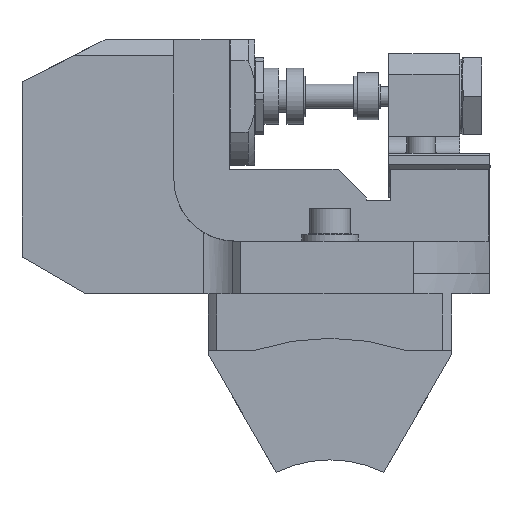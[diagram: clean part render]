
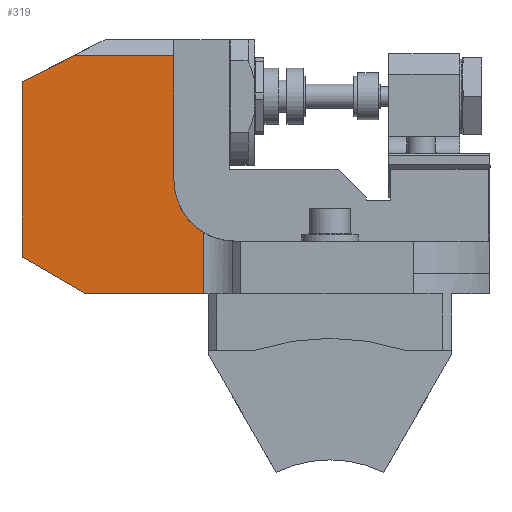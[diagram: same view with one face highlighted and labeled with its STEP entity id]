
A CAD part, left-side view. The second image highlights one B-rep face of the part: STEP entity #319.
In plain terms, the highlighted planar face has unit normal (-1, 0, 0).
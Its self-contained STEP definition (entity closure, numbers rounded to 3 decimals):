
#319=ADVANCED_FACE('',(#624),#510,.F.);
#510=PLANE('',#3588);
#624=FACE_OUTER_BOUND('',#790,.T.);
#790=EDGE_LOOP('',(#1325,#1326,#1327,#1328,#1329,#1330,#1331,#1332));
#1023=CIRCLE('',#3587,15.);
#1325=ORIENTED_EDGE('',*,*,#2589,.F.);
#1326=ORIENTED_EDGE('',*,*,#2590,.T.);
#1327=ORIENTED_EDGE('',*,*,#2591,.F.);
#1328=ORIENTED_EDGE('',*,*,#2592,.F.);
#1329=ORIENTED_EDGE('',*,*,#2593,.F.);
#1330=ORIENTED_EDGE('',*,*,#2505,.F.);
#1331=ORIENTED_EDGE('',*,*,#2594,.T.);
#1332=ORIENTED_EDGE('',*,*,#2595,.T.);
#2164=VERTEX_POINT('',#5020);
#2165=VERTEX_POINT('',#5022);
#2227=VERTEX_POINT('',#5186);
#2228=VERTEX_POINT('',#5187);
#2229=VERTEX_POINT('',#5189);
#2230=VERTEX_POINT('',#5191);
#2231=VERTEX_POINT('',#5193);
#2232=VERTEX_POINT('',#5196);
#2505=EDGE_CURVE('',#2164,#2165,#2965,.T.);
#2589=EDGE_CURVE('',#2227,#2228,#3036,.T.);
#2590=EDGE_CURVE('',#2227,#2229,#3037,.T.);
#2591=EDGE_CURVE('',#2230,#2229,#3038,.T.);
#2592=EDGE_CURVE('',#2231,#2230,#3039,.T.);
#2593=EDGE_CURVE('',#2165,#2231,#3040,.T.);
#2594=EDGE_CURVE('',#2164,#2232,#3041,.T.);
#2595=EDGE_CURVE('',#2232,#2228,#1023,.T.);
#2965=LINE('',#5021,#3259);
#3036=LINE('',#5185,#3330);
#3037=LINE('',#5188,#3331);
#3038=LINE('',#5190,#3332);
#3039=LINE('',#5192,#3333);
#3040=LINE('',#5194,#3334);
#3041=LINE('',#5195,#3335);
#3259=VECTOR('',#3982,1.);
#3330=VECTOR('',#4115,1.);
#3331=VECTOR('',#4116,1.);
#3332=VECTOR('',#4117,1.);
#3333=VECTOR('',#4118,1.);
#3334=VECTOR('',#4119,1.);
#3335=VECTOR('',#4120,1.);
#3587=AXIS2_PLACEMENT_3D('',#5197,#4121,#4122);
#3588=AXIS2_PLACEMENT_3D('',#5198,#4123,#4124);
#3982=DIRECTION('',(0.,1.,0.));
#4115=DIRECTION('',(0.,0.,-1.));
#4116=DIRECTION('',(0.,1.,0.));
#4117=DIRECTION('',(0.,-0.891,0.454));
#4118=DIRECTION('',(0.,0.,1.));
#4119=DIRECTION('',(0.,0.866,0.5));
#4120=DIRECTION('',(0.,0.,1.));
#4121=DIRECTION('',(1.,0.,0.));
#4122=DIRECTION('',(0.,0.,1.));
#4123=DIRECTION('',(1.,0.,0.));
#4124=DIRECTION('',(0.,0.,-1.));
#5020=CARTESIAN_POINT('',(-51.5,31.142,-4.));
#5021=CARTESIAN_POINT('',(-51.5,38.5,-4.));
#5022=CARTESIAN_POINT('',(-51.5,60.3,-4.));
#5185=CARTESIAN_POINT('',(-51.5,38.5,58.7));
#5186=CARTESIAN_POINT('',(-51.5,38.5,54.7));
#5187=CARTESIAN_POINT('',(-51.5,38.5,24.));
#5188=CARTESIAN_POINT('',(-51.5,27.,54.7));
#5189=CARTESIAN_POINT('',(-51.5,63.35,54.7));
#5190=CARTESIAN_POINT('',(-51.5,76.,48.255));
#5191=CARTESIAN_POINT('',(-51.5,76.,48.255));
#5192=CARTESIAN_POINT('',(-51.5,76.,-4.));
#5193=CARTESIAN_POINT('',(-51.5,76.,5.064));
#5194=CARTESIAN_POINT('',(-51.5,60.3,-4.));
#5195=CARTESIAN_POINT('',(-51.5,31.142,9.414));
#5196=CARTESIAN_POINT('',(-51.5,31.142,11.093));
#5197=CARTESIAN_POINT('',(-51.5,23.5,24.));
#5198=CARTESIAN_POINT('',(-51.5,27.,-4.));
